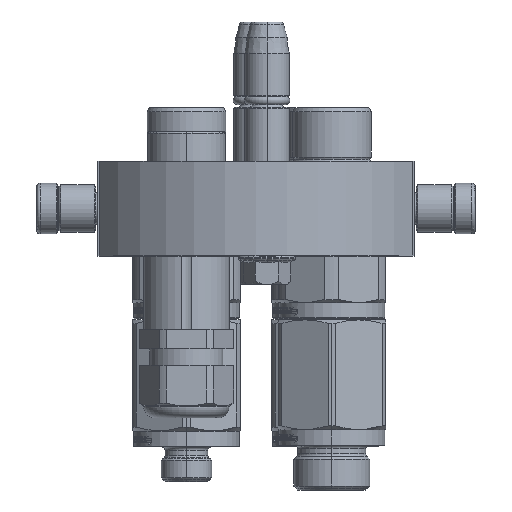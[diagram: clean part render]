
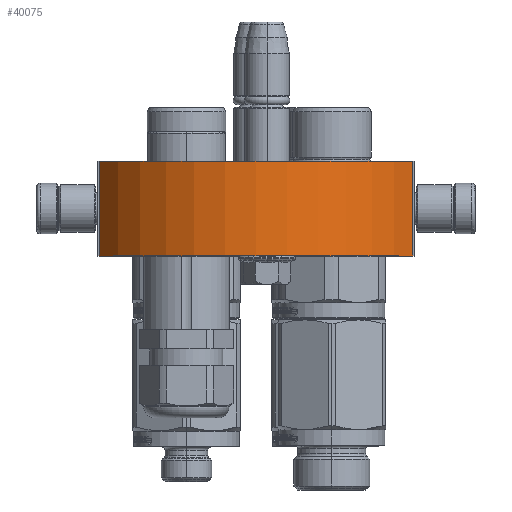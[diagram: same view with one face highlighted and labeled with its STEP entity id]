
A CAD part, left-side view. The second image highlights one B-rep face of the part: STEP entity #40075.
In plain terms, the highlighted cylindrical face has radius 57.25 mm (diameter 114.5 mm), a partial arc.
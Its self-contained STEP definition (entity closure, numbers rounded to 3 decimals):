
#1152 = CIRCLE ( 'NONE', #62818, 57.25 ) ;
#1367 = EDGE_CURVE ( 'NONE', #20669, #14187, #1152, .T. ) ;
#4468 = CARTESIAN_POINT ( 'NONE',  ( -49.5, 0., -28.763 ) ) ;
#6795 = DIRECTION ( 'NONE',  ( 0., 1., 0. ) ) ;
#7525 = VECTOR ( 'NONE', #6795, 1000. ) ;
#11546 = AXIS2_PLACEMENT_3D ( 'NONE', #45703, #50860, #65982 ) ;
#14187 = VERTEX_POINT ( 'NONE', #41467 ) ;
#14210 = CARTESIAN_POINT ( 'NONE',  ( 49.5, 0., -28.763 ) ) ;
#16058 = CIRCLE ( 'NONE', #11546, 57.25 ) ;
#17381 = DIRECTION ( 'NONE',  ( 0., 1., 0. ) ) ;
#17551 = ORIENTED_EDGE ( 'NONE', *, *, #1367, .F. ) ;
#19024 = CYLINDRICAL_SURFACE ( 'NONE', #29023, 57.25 ) ;
#20086 = DIRECTION ( 'NONE',  ( 0., 1., 0. ) ) ;
#20669 = VERTEX_POINT ( 'NONE', #45116 ) ;
#22657 = EDGE_LOOP ( 'NONE', ( #17551, #54842, #60786, #27648 ) ) ;
#24363 = CARTESIAN_POINT ( 'NONE',  ( -49.5, 0., -28.763 ) ) ;
#27648 = ORIENTED_EDGE ( 'NONE', *, *, #43460, .T. ) ;
#29023 = AXIS2_PLACEMENT_3D ( 'NONE', #65237, #44968, #60953 ) ;
#29908 = LINE ( 'NONE', #4468, #39652 ) ;
#37664 = FACE_OUTER_BOUND ( 'NONE', #22657, .T. ) ;
#39652 = VECTOR ( 'NONE', #20086, 1000. ) ;
#40075 = ADVANCED_FACE ( 'NONE', ( #37664 ), #19024, .T. ) ;
#40844 = EDGE_CURVE ( 'NONE', #53472, #20669, #61758, .T. ) ;
#41467 = CARTESIAN_POINT ( 'NONE',  ( -49.5, 30., -28.763 ) ) ;
#43176 = DIRECTION ( 'NONE',  ( 0.865, 0., -0.502 ) ) ;
#43460 = EDGE_CURVE ( 'NONE', #62338, #14187, #29908, .T. ) ;
#44968 = DIRECTION ( 'NONE',  ( 0., -1., 0. ) ) ;
#45116 = CARTESIAN_POINT ( 'NONE',  ( 49.5, 30., -28.763 ) ) ;
#45703 = CARTESIAN_POINT ( 'NONE',  ( 0., 0., 0. ) ) ;
#45995 = EDGE_CURVE ( 'NONE', #53472, #62338, #16058, .T. ) ;
#50860 = DIRECTION ( 'NONE',  ( 0., 1., 0. ) ) ;
#53472 = VERTEX_POINT ( 'NONE', #14210 ) ;
#54842 = ORIENTED_EDGE ( 'NONE', *, *, #40844, .F. ) ;
#58533 = CARTESIAN_POINT ( 'NONE',  ( 0., 30., 0. ) ) ;
#60786 = ORIENTED_EDGE ( 'NONE', *, *, #45995, .T. ) ;
#60953 = DIRECTION ( 'NONE',  ( 1., 0., 0. ) ) ;
#61758 = LINE ( 'NONE', #62666, #7525 ) ;
#62338 = VERTEX_POINT ( 'NONE', #24363 ) ;
#62666 = CARTESIAN_POINT ( 'NONE',  ( 49.5, 0., -28.763 ) ) ;
#62818 = AXIS2_PLACEMENT_3D ( 'NONE', #58533, #17381, #43176 ) ;
#65237 = CARTESIAN_POINT ( 'NONE',  ( 0., 0., 0. ) ) ;
#65982 = DIRECTION ( 'NONE',  ( 0.865, 0., -0.502 ) ) ;
